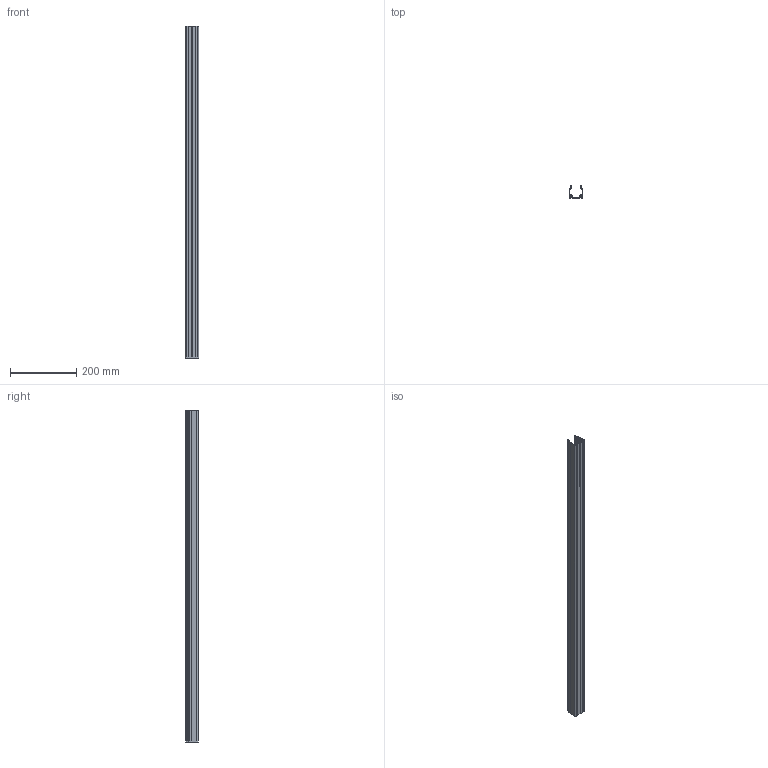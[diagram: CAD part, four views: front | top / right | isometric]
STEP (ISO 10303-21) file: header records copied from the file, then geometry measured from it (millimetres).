
FILE_DESCRIPTION (( 'STEP AP214' ), '1' );
FILE_NAME ('CONDUIT BASE 40x40.STEP', '2013-05-06T06:14:49', ( '' ), ( '' ), 'SwSTEP 2.0', 'SolidWorks 2011', '' );
FILE_SCHEMA (( 'AUTOMOTIVE_DESIGN' ));
Length unit declared in the file: millimetre
Products named in the file (1): M1-2715_KK4040
Bounding box: 40 x 37 x 1000 mm (x, y, z)
Volume: 216012.3 mm3; surface area: 284952.6 mm2
Topology: 1 solids, 1 shells, 178 faces, 528 edges, 352 vertices
Faces by surface type: cylinder 103, plane 75
Entity records: 6072 total; most frequent: DIRECTION 1092, CARTESIAN_POINT 1059, ORIENTED_EDGE 1056, EDGE_CURVE 528, AXIS2_PLACEMENT_3D 385, VERTEX_POINT 352, LINE 322, VECTOR 322
